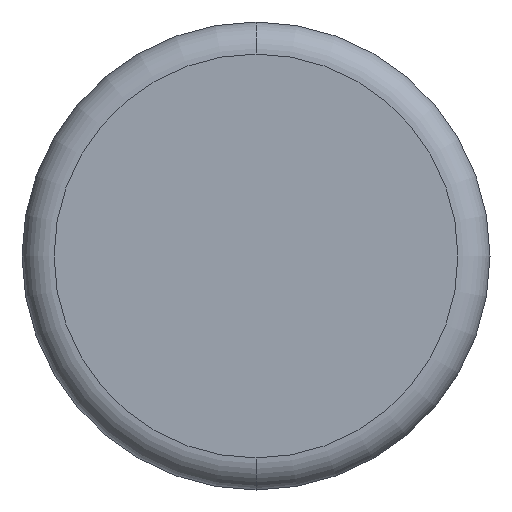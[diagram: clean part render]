
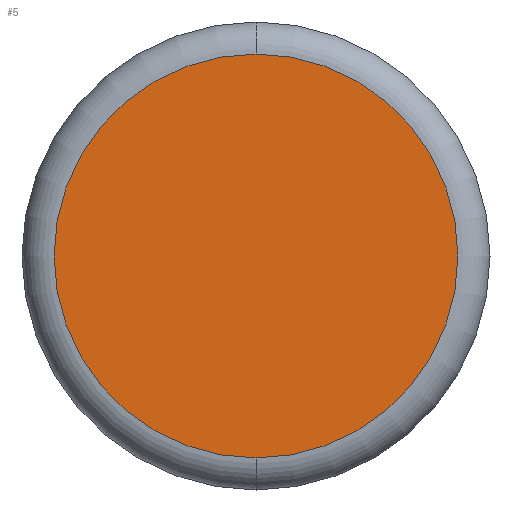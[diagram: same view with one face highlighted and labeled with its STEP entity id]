
A CAD part, front view. The second image highlights one B-rep face of the part: STEP entity #5.
In plain terms, the highlighted planar face has unit normal (0, -1, 0).
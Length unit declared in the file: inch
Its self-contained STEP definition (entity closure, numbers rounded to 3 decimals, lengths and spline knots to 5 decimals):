
#5 = ADVANCED_FACE ( 'NONE', ( #180 ), #53, .T. ) ;
#16 = ORIENTED_EDGE ( 'NONE', *, *, #358, .T. ) ;
#22 = DIRECTION ( 'NONE',  ( 0., -1., 0. ) ) ;
#53 = PLANE ( 'NONE',  #174 ) ;
#58 = ORIENTED_EDGE ( 'NONE', *, *, #230, .T. ) ;
#60 = CARTESIAN_POINT ( 'NONE',  ( 0., 0., -0.18875 ) ) ;
#65 = CIRCLE ( 'NONE', #353, 0.18875 ) ;
#67 = DIRECTION ( 'NONE',  ( 0., -1., 0. ) ) ;
#79 = VERTEX_POINT ( 'NONE', #362 ) ;
#89 = DIRECTION ( 'NONE',  ( 0., 0., -1. ) ) ;
#128 = CARTESIAN_POINT ( 'NONE',  ( 0., 0., 0. ) ) ;
#167 = DIRECTION ( 'NONE',  ( 0., -1., 0. ) ) ;
#173 = CARTESIAN_POINT ( 'NONE',  ( 0., 0., 0. ) ) ;
#174 = AXIS2_PLACEMENT_3D ( 'NONE', #312, #167, #284 ) ;
#180 = FACE_OUTER_BOUND ( 'NONE', #200, .T. ) ;
#191 = DIRECTION ( 'NONE',  ( 0., 0., -1. ) ) ;
#200 = EDGE_LOOP ( 'NONE', ( #16, #58 ) ) ;
#230 = EDGE_CURVE ( 'NONE', #79, #316, #65, .T. ) ;
#249 = CIRCLE ( 'NONE', #382, 0.18875 ) ;
#284 = DIRECTION ( 'NONE',  ( 0., 0., -1. ) ) ;
#312 = CARTESIAN_POINT ( 'NONE',  ( 0., 0., 0. ) ) ;
#316 = VERTEX_POINT ( 'NONE', #60 ) ;
#353 = AXIS2_PLACEMENT_3D ( 'NONE', #173, #22, #89 ) ;
#358 = EDGE_CURVE ( 'NONE', #316, #79, #249, .T. ) ;
#362 = CARTESIAN_POINT ( 'NONE',  ( 0., 0., 0.18875 ) ) ;
#382 = AXIS2_PLACEMENT_3D ( 'NONE', #128, #67, #191 ) ;
